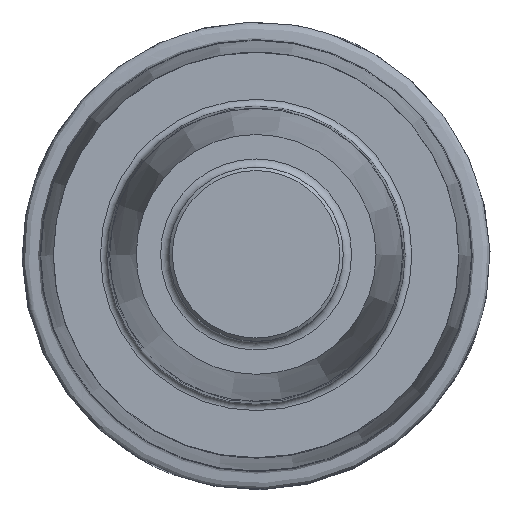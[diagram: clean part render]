
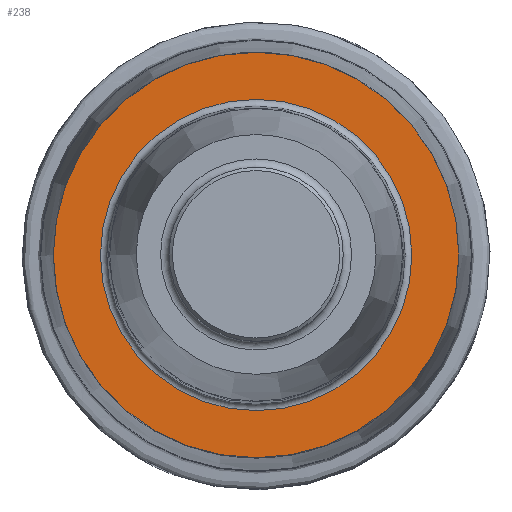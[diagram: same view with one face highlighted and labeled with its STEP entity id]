
A CAD part, top view. The second image highlights one B-rep face of the part: STEP entity #238.
In plain terms, the highlighted planar face has unit normal (0, 0, 1).
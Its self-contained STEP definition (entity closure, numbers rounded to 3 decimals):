
#200=FACE_BOUND('',#326,.T.);
#201=FACE_BOUND('',#327,.T.);
#238=ADVANCED_FACE('',(#200,#201),#262,.F.);
#262=PLANE('',#724);
#326=EDGE_LOOP('',(#410));
#327=EDGE_LOOP('',(#411));
#410=ORIENTED_EDGE('',*,*,#542,.T.);
#411=ORIENTED_EDGE('',*,*,#525,.F.);
#479=VERTEX_POINT('',#1001);
#496=VERTEX_POINT('',#1176);
#525=EDGE_CURVE('',#479,#479,#578,.T.);
#542=EDGE_CURVE('',#496,#496,#583,.T.);
#578=CIRCLE('',#709,12.1);
#583=CIRCLE('',#723,9.292);
#709=AXIS2_PLACEMENT_3D('',#1000,#832,#833);
#723=AXIS2_PLACEMENT_3D('',#1175,#864,#865);
#724=AXIS2_PLACEMENT_3D('',#1177,#866,#867);
#832=DIRECTION('',(0.,0.,-1.));
#833=DIRECTION('',(-1.,0.,0.));
#864=DIRECTION('',(0.,0.,-1.));
#865=DIRECTION('',(-1.,0.,0.));
#866=DIRECTION('',(0.,0.,-1.));
#867=DIRECTION('',(-1.,0.,0.));
#1000=CARTESIAN_POINT('',(0.,0.,0.));
#1001=CARTESIAN_POINT('',(-12.1,0.,0.));
#1175=CARTESIAN_POINT('',(0.,0.,0.));
#1176=CARTESIAN_POINT('',(-9.292,0.,0.));
#1177=CARTESIAN_POINT('',(-8.907,0.,0.));
